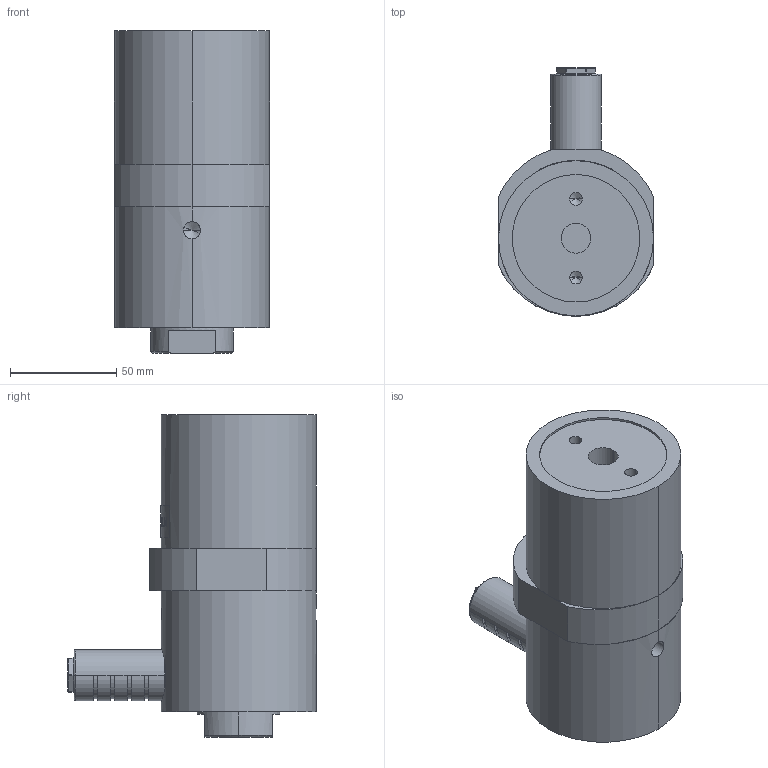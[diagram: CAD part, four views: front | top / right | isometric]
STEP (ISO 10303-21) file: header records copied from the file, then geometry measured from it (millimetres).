
FILE_DESCRIPTION (( 'STEP AP214' ), '1' );
FILE_NAME ('NTK 40 AL #03340500.STEP', '2022-03-14T09:24:11', ( '' ), ( '' ), 'SwSTEP 2.0', 'SolidWorks 2015', '' );
FILE_SCHEMA (( 'AUTOMOTIVE_DESIGN' ));
Length unit declared in the file: millimetre
Products named in the file (1): NTK 40 AL #03340500
Bounding box: 73 x 117 x 152 mm (x, y, z)
Volume: 619372.1 mm3; surface area: 52651.1 mm2
Topology: 2 solids, 2 shells, 169 faces, 453 edges, 292 vertices
Faces by surface type: cylinder 80, plane 49, cone 21, torus 11, sphere 8
Entity records: 6339 total; most frequent: CARTESIAN_POINT 1636, DIRECTION 917, ORIENTED_EDGE 870, EDGE_CURVE 435, AXIS2_PLACEMENT_3D 363, VERTEX_POINT 292, CIRCLE 193, VECTOR 191
